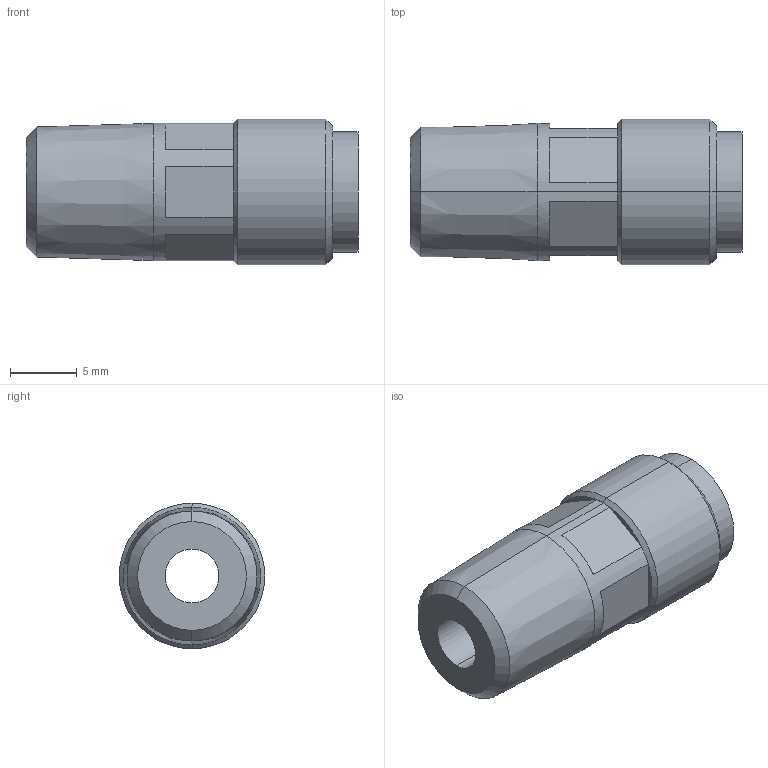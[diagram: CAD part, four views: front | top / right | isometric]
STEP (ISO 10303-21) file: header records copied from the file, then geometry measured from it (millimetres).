
FILE_DESCRIPTION (( 'STEP AP214' ), '1' );
FILE_NAME ('AJTB-18N.step', '2018-10-25T17:33:41', ( '' ), ( '' ), 'SwSTEP 2.0', 'SolidWorks 2018', '' );
FILE_SCHEMA (( 'AUTOMOTIVE_DESIGN' ));
Length unit declared in the file: inch
Products named in the file (1): AJTB-18N
Bounding box: 24.89 x 10.92 x 10.92 mm (x, y, z)
Volume: 1538.8 mm3; surface area: 1295.5 mm2
Topology: 1 solids, 1 shells, 40 faces, 80 edges, 50 vertices
Faces by surface type: plane 22, cone 10, cylinder 8
Entity records: 1606 total; most frequent: DIRECTION 200, CARTESIAN_POINT 171, ORIENTED_EDGE 160, EDGE_CURVE 80, AXIS2_PLACEMENT_3D 79, EDGE_LOOP 50, VERTEX_POINT 50, DIMENSIONAL_EXPONENTS 43
